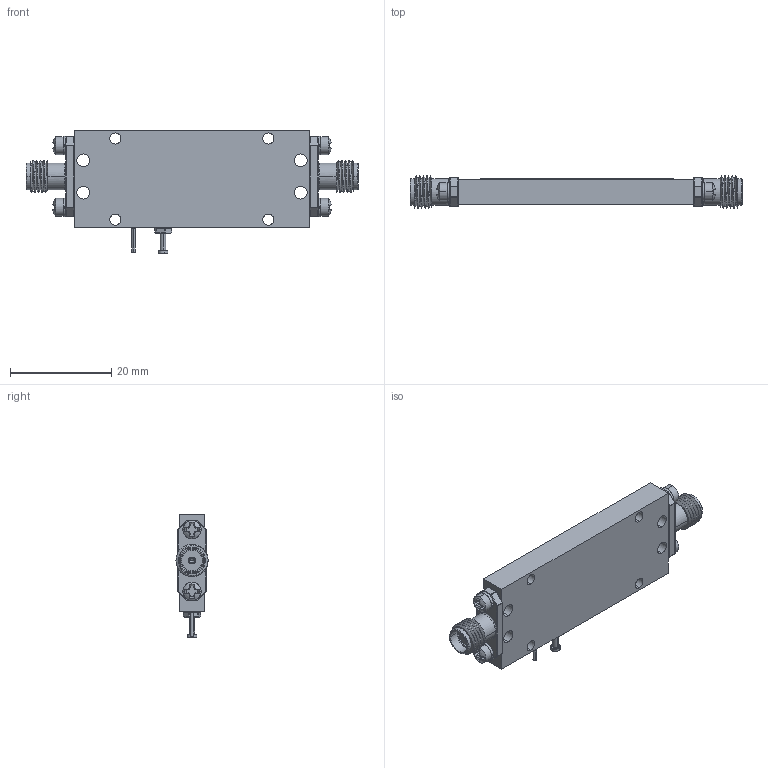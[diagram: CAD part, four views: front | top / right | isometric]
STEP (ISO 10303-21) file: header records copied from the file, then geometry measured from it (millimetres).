
FILE_DESCRIPTION (( 'STEP AP214' ), '1' );
FILE_NAME ('PMI-AFD4-020080-23P-SMA-2.STEP', '2023-07-27T15:14:13', ( '' ), ( '' ), 'SwSTEP 2.0', 'SolidWorks 2022', '' );
FILE_SCHEMA (( 'AUTOMOTIVE_DESIGN' ));
Length unit declared in the file: inch
Products named in the file (11): PL75-509 RF Feedthru 12-MiL-Pin MDH_HA-2940.STEP; PL80-099 SMA 12-Mil-Pin .625 FLANG .481 MOUNT CONNECTOR MDH_PL80-099.STEP; 27245780 - Label (Rev A1).STEP; 26243882 - RF Cover.STEP; PMI-AFD4-020080-23P-SMA-2; PL75-059 DC Feedthru 25-Mil-Pin OD-.076 BL-.20 MDH_TL-156 Custom 0.190 x 0.150.STEP; 26143881 - Housing.STEP; PL75-508_91737A047.STEP; PL256-SWSP (DD) Split Washer Small Pattern.STEP; PMI-AFD4-020080-23P-SMA-2.STEP; PL256-P3-16FI 2-56 Phillips Fillister Screw  0.1875 MDH_91737A047.STEP
Assembly tree (18 placements, depth 3):
  PMI-AFD4-020080-23P-SMA-2
    PMI-AFD4-020080-23P-SMA-2.STEP
      26143881 - Housing.STEP
      PL75-059 DC Feedthru 25-Mil-Pin OD-.076 BL-.20 MDH_TL-156 Custom 0.190 x 0.150.STEP
      PL256-P3-16FI 2-56 Phillips Fillister Screw  0.1875 MDH_91737A047.STEP  x4
      PL80-099 SMA 12-Mil-Pin .625 FLANG .481 MOUNT CONNECTOR MDH_PL80-099.STEP  x2
      PL256-SWSP (DD) Split Washer Small Pattern.STEP  x4
      26243882 - RF Cover.STEP
      27245780 - Label (Rev A1).STEP
      PL75-508_91737A047.STEP
      PL75-509 RF Feedthru 12-MiL-Pin MDH_HA-2940.STEP  x2
Bounding box: 65.53 x 6.35 x 24.41 mm (x, y, z)
Volume: 4194.2 mm3; surface area: 6503.5 mm2
Topology: 22 solids, 22 shells, 979 faces, 3370 edges, 2571 vertices
Faces by surface type: plane 390, cylinder 312, torus 123, sphere 75, cone 56, bspline 23
Entity records: 39079 total; most frequent: CARTESIAN_POINT 13777, ORIENTED_EDGE 5348, DIRECTION 4108, EDGE_CURVE 2674, VERTEX_POINT 2184, AXIS2_PLACEMENT_3D 1380, VECTOR 1348, LINE 1348
